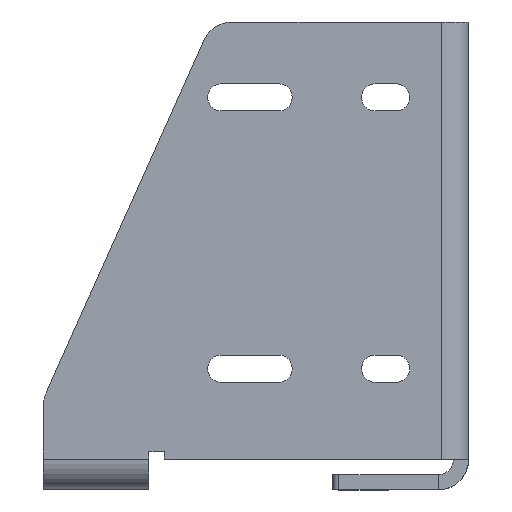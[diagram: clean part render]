
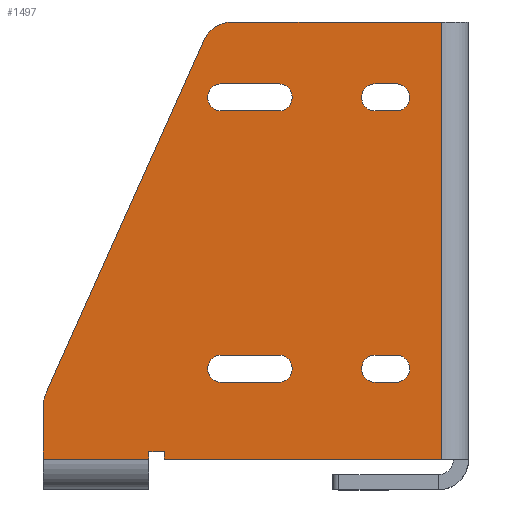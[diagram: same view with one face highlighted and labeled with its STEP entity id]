
A CAD part, top view. The second image highlights one B-rep face of the part: STEP entity #1497.
In plain terms, the highlighted planar face has unit normal (0, 0, 1).
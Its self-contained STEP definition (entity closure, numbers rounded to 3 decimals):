
#15=FACE_BOUND('',#202,.T.);
#16=FACE_BOUND('',#203,.T.);
#17=FACE_BOUND('',#204,.T.);
#18=FACE_BOUND('',#205,.T.);
#52=PLANE('',#1633);
#119=FACE_OUTER_BOUND('',#201,.T.);
#201=EDGE_LOOP('',(#1131,#1132,#1133,#1134,#1135,#1136,#1137,#1138,#1139,
#1140,#1141));
#202=EDGE_LOOP('',(#1142,#1143,#1144,#1145));
#203=EDGE_LOOP('',(#1146,#1147,#1148,#1149));
#204=EDGE_LOOP('',(#1150,#1151,#1152,#1153));
#205=EDGE_LOOP('',(#1154,#1155,#1156,#1157));
#303=LINE('',#2271,#455);
#307=LINE('',#2282,#459);
#311=LINE('',#2295,#463);
#315=LINE('',#2306,#467);
#319=LINE('',#2319,#471);
#323=LINE('',#2330,#475);
#327=LINE('',#2343,#479);
#331=LINE('',#2354,#483);
#335=LINE('',#2367,#487);
#338=LINE('',#2373,#490);
#339=LINE('',#2375,#491);
#340=LINE('',#2377,#492);
#341=LINE('',#2379,#493);
#342=LINE('',#2381,#494);
#343=LINE('',#2383,#495);
#344=LINE('',#2385,#496);
#345=LINE('',#2387,#497);
#455=VECTOR('',#1821,10.);
#459=VECTOR('',#1833,10.);
#463=VECTOR('',#1845,10.);
#467=VECTOR('',#1857,10.);
#471=VECTOR('',#1869,10.);
#475=VECTOR('',#1881,10.);
#479=VECTOR('',#1893,10.);
#483=VECTOR('',#1905,10.);
#487=VECTOR('',#1917,10.);
#490=VECTOR('',#1922,10.);
#491=VECTOR('',#1923,10.);
#492=VECTOR('',#1924,10.);
#493=VECTOR('',#1925,10.);
#494=VECTOR('',#1926,10.);
#495=VECTOR('',#1927,10.);
#496=VECTOR('',#1928,10.);
#497=VECTOR('',#1929,10.);
#589=CIRCLE('',#1598,4.5);
#591=CIRCLE('',#1602,4.5);
#593=CIRCLE('',#1606,4.5);
#595=CIRCLE('',#1610,4.5);
#597=CIRCLE('',#1614,4.5);
#599=CIRCLE('',#1618,4.5);
#601=CIRCLE('',#1622,4.5);
#603=CIRCLE('',#1626,4.5);
#606=CIRCLE('',#1631,10.);
#607=CIRCLE('',#1634,10.);
#671=VERTEX_POINT('',#2261);
#672=VERTEX_POINT('',#2262);
#675=VERTEX_POINT('',#2270);
#677=VERTEX_POINT('',#2276);
#679=VERTEX_POINT('',#2285);
#680=VERTEX_POINT('',#2286);
#683=VERTEX_POINT('',#2294);
#685=VERTEX_POINT('',#2300);
#687=VERTEX_POINT('',#2309);
#688=VERTEX_POINT('',#2310);
#691=VERTEX_POINT('',#2318);
#693=VERTEX_POINT('',#2324);
#695=VERTEX_POINT('',#2333);
#696=VERTEX_POINT('',#2334);
#699=VERTEX_POINT('',#2342);
#701=VERTEX_POINT('',#2348);
#705=VERTEX_POINT('',#2360);
#706=VERTEX_POINT('',#2362);
#707=VERTEX_POINT('',#2366);
#709=VERTEX_POINT('',#2372);
#710=VERTEX_POINT('',#2374);
#711=VERTEX_POINT('',#2376);
#712=VERTEX_POINT('',#2378);
#713=VERTEX_POINT('',#2380);
#714=VERTEX_POINT('',#2382);
#715=VERTEX_POINT('',#2384);
#716=VERTEX_POINT('',#2386);
#825=EDGE_CURVE('',#671,#672,#589,.T.);
#829=EDGE_CURVE('',#675,#671,#303,.T.);
#832=EDGE_CURVE('',#677,#675,#591,.T.);
#835=EDGE_CURVE('',#672,#677,#307,.T.);
#837=EDGE_CURVE('',#679,#680,#593,.T.);
#841=EDGE_CURVE('',#683,#679,#311,.T.);
#844=EDGE_CURVE('',#685,#683,#595,.T.);
#847=EDGE_CURVE('',#680,#685,#315,.T.);
#849=EDGE_CURVE('',#687,#688,#597,.T.);
#853=EDGE_CURVE('',#691,#687,#319,.T.);
#856=EDGE_CURVE('',#693,#691,#599,.T.);
#859=EDGE_CURVE('',#688,#693,#323,.T.);
#861=EDGE_CURVE('',#695,#696,#601,.T.);
#865=EDGE_CURVE('',#699,#695,#327,.T.);
#868=EDGE_CURVE('',#701,#699,#603,.T.);
#871=EDGE_CURVE('',#696,#701,#331,.T.);
#875=EDGE_CURVE('',#705,#706,#606,.T.);
#877=EDGE_CURVE('',#707,#706,#335,.T.);
#880=EDGE_CURVE('',#709,#705,#338,.T.);
#881=EDGE_CURVE('',#710,#709,#339,.T.);
#882=EDGE_CURVE('',#710,#711,#340,.T.);
#883=EDGE_CURVE('',#711,#712,#341,.T.);
#884=EDGE_CURVE('',#712,#713,#342,.T.);
#885=EDGE_CURVE('',#714,#713,#343,.T.);
#886=EDGE_CURVE('',#714,#715,#344,.T.);
#887=EDGE_CURVE('',#716,#715,#345,.T.);
#888=EDGE_CURVE('',#707,#716,#607,.T.);
#1131=ORIENTED_EDGE('',*,*,#875,.F.);
#1132=ORIENTED_EDGE('',*,*,#880,.F.);
#1133=ORIENTED_EDGE('',*,*,#881,.F.);
#1134=ORIENTED_EDGE('',*,*,#882,.T.);
#1135=ORIENTED_EDGE('',*,*,#883,.T.);
#1136=ORIENTED_EDGE('',*,*,#884,.T.);
#1137=ORIENTED_EDGE('',*,*,#885,.F.);
#1138=ORIENTED_EDGE('',*,*,#886,.T.);
#1139=ORIENTED_EDGE('',*,*,#887,.F.);
#1140=ORIENTED_EDGE('',*,*,#888,.F.);
#1141=ORIENTED_EDGE('',*,*,#877,.T.);
#1142=ORIENTED_EDGE('',*,*,#825,.T.);
#1143=ORIENTED_EDGE('',*,*,#835,.T.);
#1144=ORIENTED_EDGE('',*,*,#832,.T.);
#1145=ORIENTED_EDGE('',*,*,#829,.T.);
#1146=ORIENTED_EDGE('',*,*,#837,.T.);
#1147=ORIENTED_EDGE('',*,*,#847,.T.);
#1148=ORIENTED_EDGE('',*,*,#844,.T.);
#1149=ORIENTED_EDGE('',*,*,#841,.T.);
#1150=ORIENTED_EDGE('',*,*,#849,.T.);
#1151=ORIENTED_EDGE('',*,*,#859,.T.);
#1152=ORIENTED_EDGE('',*,*,#856,.T.);
#1153=ORIENTED_EDGE('',*,*,#853,.T.);
#1154=ORIENTED_EDGE('',*,*,#861,.T.);
#1155=ORIENTED_EDGE('',*,*,#871,.T.);
#1156=ORIENTED_EDGE('',*,*,#868,.T.);
#1157=ORIENTED_EDGE('',*,*,#865,.T.);
#1497=ADVANCED_FACE('',(#119,#15,#16,#17,#18),#52,.T.);
#1598=AXIS2_PLACEMENT_3D('',#2263,#1813,#1814);
#1602=AXIS2_PLACEMENT_3D('',#2277,#1826,#1827);
#1606=AXIS2_PLACEMENT_3D('',#2287,#1837,#1838);
#1610=AXIS2_PLACEMENT_3D('',#2301,#1850,#1851);
#1614=AXIS2_PLACEMENT_3D('',#2311,#1861,#1862);
#1618=AXIS2_PLACEMENT_3D('',#2325,#1874,#1875);
#1622=AXIS2_PLACEMENT_3D('',#2335,#1885,#1886);
#1626=AXIS2_PLACEMENT_3D('',#2349,#1898,#1899);
#1631=AXIS2_PLACEMENT_3D('',#2363,#1912,#1913);
#1633=AXIS2_PLACEMENT_3D('',#2371,#1920,#1921);
#1634=AXIS2_PLACEMENT_3D('',#2388,#1930,#1931);
#1813=DIRECTION('center_axis',(0.,0.,-1.));
#1814=DIRECTION('ref_axis',(0.,1.,0.));
#1821=DIRECTION('',(-1.,0.,0.));
#1826=DIRECTION('center_axis',(0.,0.,-1.));
#1827=DIRECTION('ref_axis',(0.,-1.,0.));
#1833=DIRECTION('',(1.,0.,0.));
#1837=DIRECTION('center_axis',(0.,0.,-1.));
#1838=DIRECTION('ref_axis',(0.,1.,0.));
#1845=DIRECTION('',(-1.,0.,0.));
#1850=DIRECTION('center_axis',(0.,0.,-1.));
#1851=DIRECTION('ref_axis',(0.,-1.,0.));
#1857=DIRECTION('',(1.,0.,0.));
#1861=DIRECTION('center_axis',(0.,0.,-1.));
#1862=DIRECTION('ref_axis',(0.,1.,0.));
#1869=DIRECTION('',(-1.,0.,0.));
#1874=DIRECTION('center_axis',(0.,0.,-1.));
#1875=DIRECTION('ref_axis',(0.,-1.,0.));
#1881=DIRECTION('',(1.,0.,0.));
#1885=DIRECTION('center_axis',(0.,0.,-1.));
#1886=DIRECTION('ref_axis',(0.,1.,0.));
#1893=DIRECTION('',(-1.,0.,0.));
#1898=DIRECTION('center_axis',(0.,0.,-1.));
#1899=DIRECTION('ref_axis',(0.,-1.,0.));
#1905=DIRECTION('',(1.,0.,0.));
#1912=DIRECTION('center_axis',(0.,0.,-1.));
#1913=DIRECTION('ref_axis',(-0.978,0.209,0.));
#1917=DIRECTION('',(-0.409,-0.913,0.));
#1920=DIRECTION('center_axis',(0.,0.,1.));
#1921=DIRECTION('ref_axis',(1.,0.,0.));
#1922=DIRECTION('',(0.,1.,0.));
#1923=DIRECTION('',(-1.,0.,0.));
#1924=DIRECTION('',(0.,1.,0.));
#1925=DIRECTION('',(1.,0.,0.));
#1926=DIRECTION('',(0.,-1.,0.));
#1927=DIRECTION('',(-1.,0.,0.));
#1928=DIRECTION('',(0.,1.,0.));
#1929=DIRECTION('',(1.,0.,0.));
#1930=DIRECTION('center_axis',(0.,0.,-1.));
#1931=DIRECTION('ref_axis',(-0.544,0.839,0.));
#2261=CARTESIAN_POINT('',(-31.,115.5,5.));
#2262=CARTESIAN_POINT('',(-31.,124.5,5.));
#2263=CARTESIAN_POINT('Origin',(-31.,120.,5.));
#2270=CARTESIAN_POINT('',(-24.,115.5,5.));
#2271=CARTESIAN_POINT('',(-47.25,115.5,5.));
#2276=CARTESIAN_POINT('',(-24.,124.5,5.));
#2277=CARTESIAN_POINT('Origin',(-24.,120.,5.));
#2282=CARTESIAN_POINT('',(-50.75,124.5,5.));
#2285=CARTESIAN_POINT('',(-31.,25.5,5.));
#2286=CARTESIAN_POINT('',(-31.,34.5,5.));
#2287=CARTESIAN_POINT('Origin',(-31.,30.,5.));
#2294=CARTESIAN_POINT('',(-24.,25.5,5.));
#2295=CARTESIAN_POINT('',(-47.25,25.5,5.));
#2300=CARTESIAN_POINT('',(-24.,34.5,5.));
#2301=CARTESIAN_POINT('Origin',(-24.,30.,5.));
#2306=CARTESIAN_POINT('',(-50.75,34.5,5.));
#2309=CARTESIAN_POINT('',(-82.,25.5,5.));
#2310=CARTESIAN_POINT('',(-82.,34.5,5.));
#2311=CARTESIAN_POINT('Origin',(-82.,30.,5.));
#2318=CARTESIAN_POINT('',(-63.,25.5,5.));
#2319=CARTESIAN_POINT('',(-66.75,25.5,5.));
#2324=CARTESIAN_POINT('',(-63.,34.5,5.));
#2325=CARTESIAN_POINT('Origin',(-63.,30.,5.));
#2330=CARTESIAN_POINT('',(-76.25,34.5,5.));
#2333=CARTESIAN_POINT('',(-82.,115.5,5.));
#2334=CARTESIAN_POINT('',(-82.,124.5,5.));
#2335=CARTESIAN_POINT('Origin',(-82.,120.,5.));
#2342=CARTESIAN_POINT('',(-63.,115.5,5.));
#2343=CARTESIAN_POINT('',(-66.75,115.5,5.));
#2348=CARTESIAN_POINT('',(-63.,124.5,5.));
#2349=CARTESIAN_POINT('Origin',(-63.,120.,5.));
#2354=CARTESIAN_POINT('',(-76.25,124.5,5.));
#2360=CARTESIAN_POINT('',(-141.,17.862,5.));
#2362=CARTESIAN_POINT('',(-140.126,21.951,5.));
#2363=CARTESIAN_POINT('Origin',(-131.,17.862,5.));
#2366=CARTESIAN_POINT('',(-87.648,139.088,5.));
#2367=CARTESIAN_POINT('',(-125.314,55.014,5.));
#2371=CARTESIAN_POINT('Origin',(-70.5,72.5,5.));
#2372=CARTESIAN_POINT('',(-141.,0.,5.));
#2373=CARTESIAN_POINT('',(-141.,0.,5.));
#2374=CARTESIAN_POINT('',(-106.,0.,5.));
#2375=CARTESIAN_POINT('',(0.,0.,5.));
#2376=CARTESIAN_POINT('',(-106.,2.5,5.));
#2377=CARTESIAN_POINT('',(-106.,36.25,5.));
#2378=CARTESIAN_POINT('',(-101.,2.5,5.));
#2379=CARTESIAN_POINT('',(-88.25,2.5,5.));
#2380=CARTESIAN_POINT('',(-101.,0.,5.));
#2381=CARTESIAN_POINT('',(-101.,37.5,5.));
#2382=CARTESIAN_POINT('',(-9.,0.,5.));
#2383=CARTESIAN_POINT('',(0.,0.,5.));
#2384=CARTESIAN_POINT('',(-9.,145.,5.));
#2385=CARTESIAN_POINT('',(-9.,36.25,5.));
#2386=CARTESIAN_POINT('',(-78.522,145.,5.));
#2387=CARTESIAN_POINT('',(-141.,145.,5.));
#2388=CARTESIAN_POINT('Origin',(-78.522,135.,5.));
